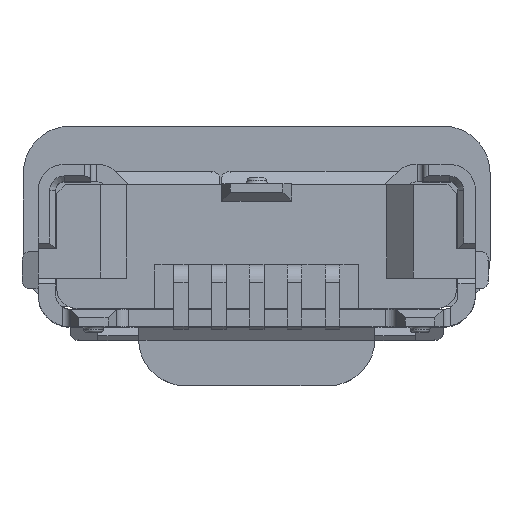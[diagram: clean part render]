
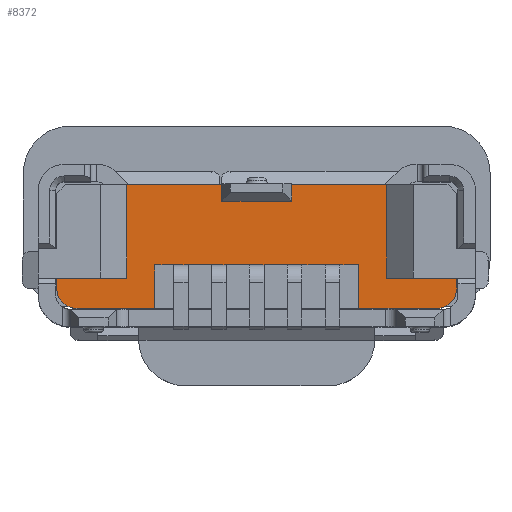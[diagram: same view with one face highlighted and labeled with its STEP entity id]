
A CAD part, top view. The second image highlights one B-rep face of the part: STEP entity #8372.
In plain terms, the highlighted planar face has unit normal (0, 0, 1).
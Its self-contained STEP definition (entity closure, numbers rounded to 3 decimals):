
#1488=DIRECTION('',(0.,1.,0.));
#1489=VECTOR('',#1488,0.17);
#1490=CARTESIAN_POINT('',(3.43,0.365,2.319));
#1491=LINE('',#1490,#1489);
#1549=DIRECTION('',(1.,0.,0.));
#1550=VECTOR('',#1549,1.2);
#1551=CARTESIAN_POINT('',(-3.43,0.535,2.319));
#1552=LINE('',#1551,#1550);
#1553=DIRECTION('',(0.,1.,0.));
#1554=VECTOR('',#1553,1.6);
#1555=CARTESIAN_POINT('',(-2.23,0.535,2.319));
#1556=LINE('',#1555,#1554);
#1557=DIRECTION('',(1.,0.,0.));
#1558=VECTOR('',#1557,1.63);
#1559=CARTESIAN_POINT('',(-2.23,2.135,2.319));
#1560=LINE('',#1559,#1558);
#1561=DIRECTION('',(0.,-1.,0.));
#1562=VECTOR('',#1561,0.285);
#1563=CARTESIAN_POINT('',(-0.6,2.135,2.319));
#1564=LINE('',#1563,#1562);
#1565=DIRECTION('',(1.,0.,0.));
#1566=VECTOR('',#1565,1.2);
#1567=CARTESIAN_POINT('',(-0.6,1.85,2.319));
#1568=LINE('',#1567,#1566);
#1569=DIRECTION('',(1.,0.,0.));
#1570=VECTOR('',#1569,1.63);
#1571=CARTESIAN_POINT('',(0.6,2.135,2.319));
#1572=LINE('',#1571,#1570);
#1573=DIRECTION('',(0.,-1.,0.));
#1574=VECTOR('',#1573,1.6);
#1575=CARTESIAN_POINT('',(2.23,2.135,2.319));
#1576=LINE('',#1575,#1574);
#1577=DIRECTION('',(1.,0.,0.));
#1578=VECTOR('',#1577,1.2);
#1579=CARTESIAN_POINT('',(2.23,0.535,2.319));
#1580=LINE('',#1579,#1578);
#1581=CARTESIAN_POINT('',(3.08,0.365,2.319));
#1582=DIRECTION('',(0.,0.,1.));
#1583=DIRECTION('',(0.,-1.,0.));
#1584=AXIS2_PLACEMENT_3D('',#1581,#1582,#1583);
#1586=DIRECTION('',(-1.,0.,0.));
#1587=VECTOR('',#1586,1.33);
#1588=CARTESIAN_POINT('',(3.08,0.015,2.319));
#1589=LINE('',#1588,#1587);
#1590=DIRECTION('',(0.,1.,0.));
#1591=VECTOR('',#1590,0.745);
#1592=CARTESIAN_POINT('',(1.75,0.015,2.319));
#1593=LINE('',#1592,#1591);
#1594=DIRECTION('',(-1.,0.,0.));
#1595=VECTOR('',#1594,0.325);
#1596=CARTESIAN_POINT('',(1.75,0.76,2.319));
#1597=LINE('',#1596,#1595);
#1598=DIRECTION('',(-1.,0.,0.));
#1599=VECTOR('',#1598,0.25);
#1600=CARTESIAN_POINT('',(1.425,0.76,2.319));
#1601=LINE('',#1600,#1599);
#1602=DIRECTION('',(-1.,0.,0.));
#1603=VECTOR('',#1602,0.4);
#1604=CARTESIAN_POINT('',(1.175,0.76,2.319));
#1605=LINE('',#1604,#1603);
#1606=DIRECTION('',(-1.,0.,0.));
#1607=VECTOR('',#1606,0.25);
#1608=CARTESIAN_POINT('',(0.775,0.76,2.319));
#1609=LINE('',#1608,#1607);
#1610=DIRECTION('',(-1.,0.,0.));
#1611=VECTOR('',#1610,0.4);
#1612=CARTESIAN_POINT('',(0.525,0.76,2.319));
#1613=LINE('',#1612,#1611);
#1614=DIRECTION('',(-1.,0.,0.));
#1615=VECTOR('',#1614,0.25);
#1616=CARTESIAN_POINT('',(0.125,0.76,2.319));
#1617=LINE('',#1616,#1615);
#1618=DIRECTION('',(-1.,0.,0.));
#1619=VECTOR('',#1618,0.4);
#1620=CARTESIAN_POINT('',(-0.125,0.76,2.319));
#1621=LINE('',#1620,#1619);
#1622=DIRECTION('',(-1.,0.,0.));
#1623=VECTOR('',#1622,0.25);
#1624=CARTESIAN_POINT('',(-0.525,0.76,2.319));
#1625=LINE('',#1624,#1623);
#1626=DIRECTION('',(-1.,0.,0.));
#1627=VECTOR('',#1626,0.4);
#1628=CARTESIAN_POINT('',(-0.775,0.76,2.319));
#1629=LINE('',#1628,#1627);
#1630=DIRECTION('',(-1.,0.,0.));
#1631=VECTOR('',#1630,0.25);
#1632=CARTESIAN_POINT('',(-1.175,0.76,2.319));
#1633=LINE('',#1632,#1631);
#1634=DIRECTION('',(-1.,0.,0.));
#1635=VECTOR('',#1634,0.325);
#1636=CARTESIAN_POINT('',(-1.425,0.76,2.319));
#1637=LINE('',#1636,#1635);
#1638=DIRECTION('',(0.,-1.,0.));
#1639=VECTOR('',#1638,0.745);
#1640=CARTESIAN_POINT('',(-1.75,0.76,2.319));
#1641=LINE('',#1640,#1639);
#1642=DIRECTION('',(-1.,0.,0.));
#1643=VECTOR('',#1642,1.33);
#1644=CARTESIAN_POINT('',(-1.75,0.015,2.319));
#1645=LINE('',#1644,#1643);
#1646=CARTESIAN_POINT('',(-3.08,0.365,2.319));
#1647=DIRECTION('',(0.,0.,1.));
#1648=DIRECTION('',(-1.,0.,0.));
#1649=AXIS2_PLACEMENT_3D('',#1646,#1647,#1648);
#1651=DIRECTION('',(0.,1.,0.));
#1652=VECTOR('',#1651,0.17);
#1653=CARTESIAN_POINT('',(-3.43,0.365,2.319));
#1654=LINE('',#1653,#1652);
#2403=DIRECTION('',(0.,-1.,0.));
#2404=VECTOR('',#2403,0.285);
#2405=CARTESIAN_POINT('',(0.6,2.135,2.319));
#2406=LINE('',#2405,#2404);
#5694=CARTESIAN_POINT('',(-0.6,2.135,2.319));
#5695=CARTESIAN_POINT('',(-0.6,1.85,2.319));
#5696=VERTEX_POINT('',#5694);
#5697=VERTEX_POINT('',#5695);
#5713=CARTESIAN_POINT('',(0.6,2.135,2.319));
#5714=VERTEX_POINT('',#5713);
#5715=CARTESIAN_POINT('',(0.6,1.85,2.319));
#5716=VERTEX_POINT('',#5715);
#5746=CARTESIAN_POINT('',(2.23,2.135,2.319));
#5747=VERTEX_POINT('',#5746);
#5748=CARTESIAN_POINT('',(-2.23,2.135,2.319));
#5749=VERTEX_POINT('',#5748);
#5750=CARTESIAN_POINT('',(2.23,0.535,2.319));
#5751=VERTEX_POINT('',#5750);
#5752=CARTESIAN_POINT('',(3.43,0.535,2.319));
#5753=VERTEX_POINT('',#5752);
#5754=CARTESIAN_POINT('',(3.43,0.365,2.319));
#5755=VERTEX_POINT('',#5754);
#5756=CARTESIAN_POINT('',(3.08,0.015,2.319));
#5757=VERTEX_POINT('',#5756);
#5758=CARTESIAN_POINT('',(1.75,0.015,2.319));
#5759=VERTEX_POINT('',#5758);
#5760=CARTESIAN_POINT('',(1.75,0.76,2.319));
#5761=VERTEX_POINT('',#5760);
#5762=CARTESIAN_POINT('',(1.425,0.76,2.319));
#5763=VERTEX_POINT('',#5762);
#5764=CARTESIAN_POINT('',(1.175,0.76,2.319));
#5765=VERTEX_POINT('',#5764);
#5766=CARTESIAN_POINT('',(0.775,0.76,2.319));
#5767=VERTEX_POINT('',#5766);
#5768=CARTESIAN_POINT('',(0.525,0.76,2.319));
#5769=VERTEX_POINT('',#5768);
#5770=CARTESIAN_POINT('',(0.125,0.76,2.319));
#5771=VERTEX_POINT('',#5770);
#5772=CARTESIAN_POINT('',(-0.125,0.76,2.319));
#5773=VERTEX_POINT('',#5772);
#5774=CARTESIAN_POINT('',(-0.525,0.76,2.319));
#5775=VERTEX_POINT('',#5774);
#5776=CARTESIAN_POINT('',(-0.775,0.76,2.319));
#5777=VERTEX_POINT('',#5776);
#5778=CARTESIAN_POINT('',(-1.175,0.76,2.319));
#5779=VERTEX_POINT('',#5778);
#5780=CARTESIAN_POINT('',(-1.425,0.76,2.319));
#5781=VERTEX_POINT('',#5780);
#5782=CARTESIAN_POINT('',(-1.75,0.76,2.319));
#5783=VERTEX_POINT('',#5782);
#5784=CARTESIAN_POINT('',(-1.75,0.015,2.319));
#5785=VERTEX_POINT('',#5784);
#5786=CARTESIAN_POINT('',(-3.08,0.015,2.319));
#5787=VERTEX_POINT('',#5786);
#5788=CARTESIAN_POINT('',(-3.43,0.365,2.319));
#5789=VERTEX_POINT('',#5788);
#5790=CARTESIAN_POINT('',(-3.43,0.535,2.319));
#5791=VERTEX_POINT('',#5790);
#5792=CARTESIAN_POINT('',(-2.23,0.535,2.319));
#5793=VERTEX_POINT('',#5792);
#8312=CARTESIAN_POINT('',(6.127,-0.556,2.319));
#8313=DIRECTION('',(0.,0.,-1.));
#8314=DIRECTION('',(0.,-1.,0.));
#8315=AXIS2_PLACEMENT_3D('',#8312,#8313,#8314);
#8316=PLANE('',#8315);
#8318=ORIENTED_EDGE('',*,*,#8317,.T.);
#8320=ORIENTED_EDGE('',*,*,#8319,.T.);
#8322=ORIENTED_EDGE('',*,*,#8321,.T.);
#8324=ORIENTED_EDGE('',*,*,#8323,.T.);
#8326=ORIENTED_EDGE('',*,*,#8325,.T.);
#8328=ORIENTED_EDGE('',*,*,#8327,.F.);
#8330=ORIENTED_EDGE('',*,*,#8329,.T.);
#8332=ORIENTED_EDGE('',*,*,#8331,.T.);
#8333=ORIENTED_EDGE('',*,*,#8299,.T.);
#8334=ORIENTED_EDGE('',*,*,#8230,.F.);
#8335=ORIENTED_EDGE('',*,*,#8210,.F.);
#8337=ORIENTED_EDGE('',*,*,#8336,.T.);
#8339=ORIENTED_EDGE('',*,*,#8338,.T.);
#8341=ORIENTED_EDGE('',*,*,#8340,.T.);
#8343=ORIENTED_EDGE('',*,*,#8342,.T.);
#8345=ORIENTED_EDGE('',*,*,#8344,.T.);
#8347=ORIENTED_EDGE('',*,*,#8346,.T.);
#8349=ORIENTED_EDGE('',*,*,#8348,.T.);
#8351=ORIENTED_EDGE('',*,*,#8350,.T.);
#8353=ORIENTED_EDGE('',*,*,#8352,.T.);
#8355=ORIENTED_EDGE('',*,*,#8354,.T.);
#8357=ORIENTED_EDGE('',*,*,#8356,.T.);
#8359=ORIENTED_EDGE('',*,*,#8358,.T.);
#8361=ORIENTED_EDGE('',*,*,#8360,.T.);
#8363=ORIENTED_EDGE('',*,*,#8362,.T.);
#8365=ORIENTED_EDGE('',*,*,#8364,.T.);
#8367=ORIENTED_EDGE('',*,*,#8366,.F.);
#8369=ORIENTED_EDGE('',*,*,#8368,.T.);
#8370=EDGE_LOOP('',(#8318,#8320,#8322,#8324,#8326,#8328,#8330,#8332,#8333,#8334,
#8335,#8337,#8339,#8341,#8343,#8345,#8347,#8349,#8351,#8353,#8355,#8357,#8359,
#8361,#8363,#8365,#8367,#8369));
#8371=FACE_OUTER_BOUND('',#8370,.F.);
#8372=ADVANCED_FACE('',(#8371),#8316,.F.);
#1585=CIRCLE('',#1584,0.35);
#1650=CIRCLE('',#1649,0.35);
#8210=EDGE_CURVE('',#5757,#5755,#1585,.T.);
#8230=EDGE_CURVE('',#5755,#5753,#1491,.T.);
#8299=EDGE_CURVE('',#5751,#5753,#1580,.T.);
#8317=EDGE_CURVE('',#5791,#5793,#1552,.T.);
#8319=EDGE_CURVE('',#5793,#5749,#1556,.T.);
#8321=EDGE_CURVE('',#5749,#5696,#1560,.T.);
#8323=EDGE_CURVE('',#5696,#5697,#1564,.T.);
#8325=EDGE_CURVE('',#5697,#5716,#1568,.T.);
#8327=EDGE_CURVE('',#5714,#5716,#2406,.T.);
#8329=EDGE_CURVE('',#5714,#5747,#1572,.T.);
#8331=EDGE_CURVE('',#5747,#5751,#1576,.T.);
#8336=EDGE_CURVE('',#5757,#5759,#1589,.T.);
#8338=EDGE_CURVE('',#5759,#5761,#1593,.T.);
#8340=EDGE_CURVE('',#5761,#5763,#1597,.T.);
#8342=EDGE_CURVE('',#5763,#5765,#1601,.T.);
#8344=EDGE_CURVE('',#5765,#5767,#1605,.T.);
#8346=EDGE_CURVE('',#5767,#5769,#1609,.T.);
#8348=EDGE_CURVE('',#5769,#5771,#1613,.T.);
#8350=EDGE_CURVE('',#5771,#5773,#1617,.T.);
#8352=EDGE_CURVE('',#5773,#5775,#1621,.T.);
#8354=EDGE_CURVE('',#5775,#5777,#1625,.T.);
#8356=EDGE_CURVE('',#5777,#5779,#1629,.T.);
#8358=EDGE_CURVE('',#5779,#5781,#1633,.T.);
#8360=EDGE_CURVE('',#5781,#5783,#1637,.T.);
#8362=EDGE_CURVE('',#5783,#5785,#1641,.T.);
#8364=EDGE_CURVE('',#5785,#5787,#1645,.T.);
#8366=EDGE_CURVE('',#5789,#5787,#1650,.T.);
#8368=EDGE_CURVE('',#5789,#5791,#1654,.T.);
